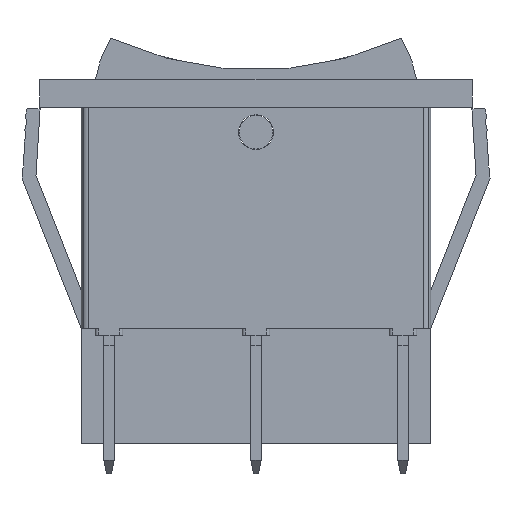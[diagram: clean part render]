
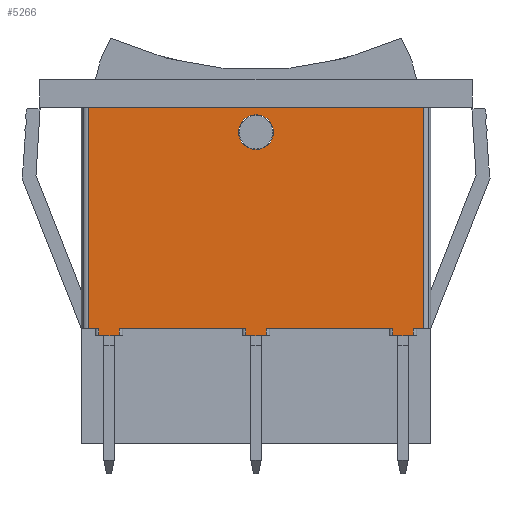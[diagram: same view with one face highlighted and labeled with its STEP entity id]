
A CAD part, front view. The second image highlights one B-rep face of the part: STEP entity #5266.
In plain terms, the highlighted planar face has unit normal (0, -1, 0).
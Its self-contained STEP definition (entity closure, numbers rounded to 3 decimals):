
#10 = LINE ( 'NONE', #11370, #9209 ) ;
#58 = LINE ( 'NONE', #4685, #14403 ) ;
#75 = ORIENTED_EDGE ( 'NONE', *, *, #5303, .F. ) ;
#327 = CARTESIAN_POINT ( 'NONE',  ( -12.625, -11.025, 0. ) ) ;
#409 = CARTESIAN_POINT ( 'NONE',  ( -12.625, -11.025, -16. ) ) ;
#477 = CARTESIAN_POINT ( 'NONE',  ( -0.75, -11.025, -16. ) ) ;
#542 = VERTEX_POINT ( 'NONE', #2097 ) ;
#564 = ORIENTED_EDGE ( 'NONE', *, *, #1515, .T. ) ;
#622 = VERTEX_POINT ( 'NONE', #5796 ) ;
#651 = LINE ( 'NONE', #8652, #13961 ) ;
#750 = CARTESIAN_POINT ( 'NONE',  ( 0.75, -11.025, -16.5 ) ) ;
#1147 = DIRECTION ( 'NONE',  ( -1., 0., 0. ) ) ;
#1415 = CARTESIAN_POINT ( 'NONE',  ( 9.875, -11.025, -16.5 ) ) ;
#1447 = AXIS2_PLACEMENT_3D ( 'NONE', #3125, #10121, #11281 ) ;
#1495 = DIRECTION ( 'NONE',  ( -1., 0., 0. ) ) ;
#1515 = EDGE_CURVE ( 'NONE', #13294, #12374, #11635, .T. ) ;
#1630 = VERTEX_POINT ( 'NONE', #8754 ) ;
#1737 = PLANE ( 'NONE',  #6871 ) ;
#1813 = DIRECTION ( 'NONE',  ( 0., 0., -1. ) ) ;
#2036 = DIRECTION ( 'NONE',  ( 0., 0., -1. ) ) ;
#2050 = ORIENTED_EDGE ( 'NONE', *, *, #9144, .F. ) ;
#2097 = CARTESIAN_POINT ( 'NONE',  ( 9.875, -11.025, -16.5 ) ) ;
#2200 = VERTEX_POINT ( 'NONE', #6386 ) ;
#2513 = EDGE_CURVE ( 'NONE', #8570, #10104, #9314, .T. ) ;
#2607 = EDGE_CURVE ( 'NONE', #13294, #5264, #4085, .T. ) ;
#2647 = CARTESIAN_POINT ( 'NONE',  ( 0.75, -11.025, -16. ) ) ;
#2740 = ORIENTED_EDGE ( 'NONE', *, *, #3151, .T. ) ;
#2833 = VECTOR ( 'NONE', #11295, 1000. ) ;
#3125 = CARTESIAN_POINT ( 'NONE',  ( 0., -11.025, -1.8 ) ) ;
#3151 = EDGE_CURVE ( 'NONE', #8385, #542, #13003, .T. ) ;
#3215 = EDGE_CURVE ( 'NONE', #10683, #11323, #9575, .T. ) ;
#3339 = DIRECTION ( 'NONE',  ( -1., 0., 0. ) ) ;
#3800 = DIRECTION ( 'NONE',  ( 0., 0., -1. ) ) ;
#3993 = EDGE_CURVE ( 'NONE', #5264, #11372, #7146, .T. ) ;
#4008 = CARTESIAN_POINT ( 'NONE',  ( -9.875, -11.025, -16.5 ) ) ;
#4085 = LINE ( 'NONE', #8572, #12899 ) ;
#4217 = FACE_OUTER_BOUND ( 'NONE', #13123, .T. ) ;
#4659 = EDGE_LOOP ( 'NONE', ( #7616, #10529 ) ) ;
#4676 = LINE ( 'NONE', #327, #14070 ) ;
#4685 = CARTESIAN_POINT ( 'NONE',  ( -11.375, -11.025, -16. ) ) ;
#4730 = ORIENTED_EDGE ( 'NONE', *, *, #12802, .T. ) ;
#4836 = VERTEX_POINT ( 'NONE', #9399 ) ;
#4892 = ORIENTED_EDGE ( 'NONE', *, *, #14276, .T. ) ;
#4970 = CARTESIAN_POINT ( 'NONE',  ( 9.875, -11.025, -16. ) ) ;
#5076 = CARTESIAN_POINT ( 'NONE',  ( -1.25, -11.025, -1.8 ) ) ;
#5118 = ORIENTED_EDGE ( 'NONE', *, *, #2607, .F. ) ;
#5264 = VERTEX_POINT ( 'NONE', #4008 ) ;
#5266 = ADVANCED_FACE ( 'NONE', ( #6424, #4217 ), #1737, .T. ) ;
#5268 = EDGE_CURVE ( 'NONE', #8421, #9639, #651, .T. ) ;
#5303 = EDGE_CURVE ( 'NONE', #10104, #9734, #10, .T. ) ;
#5512 = DIRECTION ( 'NONE',  ( 1., 0., 0. ) ) ;
#5796 = CARTESIAN_POINT ( 'NONE',  ( 12.125, -11.025, 0. ) ) ;
#5873 = VECTOR ( 'NONE', #11249, 1000. ) ;
#5973 = ORIENTED_EDGE ( 'NONE', *, *, #13606, .T. ) ;
#6226 = DIRECTION ( 'NONE',  ( 1., 0., 0. ) ) ;
#6238 = CARTESIAN_POINT ( 'NONE',  ( -12.625, -11.025, -16. ) ) ;
#6247 = AXIS2_PLACEMENT_3D ( 'NONE', #14085, #7128, #6226 ) ;
#6386 = CARTESIAN_POINT ( 'NONE',  ( -11.375, -11.025, -16. ) ) ;
#6424 = FACE_BOUND ( 'NONE', #4659, .T. ) ;
#6692 = LINE ( 'NONE', #9053, #13994 ) ;
#6871 = AXIS2_PLACEMENT_3D ( 'NONE', #10801, #13245, #1813 ) ;
#6967 = VECTOR ( 'NONE', #9330, 1000. ) ;
#7128 = DIRECTION ( 'NONE',  ( 0., 1., 0. ) ) ;
#7146 = LINE ( 'NONE', #11642, #10567 ) ;
#7458 = VECTOR ( 'NONE', #8285, 1000. ) ;
#7615 = LINE ( 'NONE', #12138, #10011 ) ;
#7616 = ORIENTED_EDGE ( 'NONE', *, *, #14250, .T. ) ;
#7764 = CIRCLE ( 'NONE', #1447, 1.25 ) ;
#7944 = EDGE_CURVE ( 'NONE', #1630, #8734, #11165, .T. ) ;
#8026 = ORIENTED_EDGE ( 'NONE', *, *, #9570, .T. ) ;
#8285 = DIRECTION ( 'NONE',  ( 1., 0., 0. ) ) ;
#8356 = LINE ( 'NONE', #10440, #12006 ) ;
#8385 = VERTEX_POINT ( 'NONE', #12955 ) ;
#8421 = VERTEX_POINT ( 'NONE', #13023 ) ;
#8570 = VERTEX_POINT ( 'NONE', #11560 ) ;
#8572 = CARTESIAN_POINT ( 'NONE',  ( -9.875, -11.025, -16. ) ) ;
#8652 = CARTESIAN_POINT ( 'NONE',  ( 11.375, -11.025, -16. ) ) ;
#8734 = VERTEX_POINT ( 'NONE', #8815 ) ;
#8754 = CARTESIAN_POINT ( 'NONE',  ( -12.125, -11.025, -16. ) ) ;
#8815 = CARTESIAN_POINT ( 'NONE',  ( -12.125, -11.025, 0. ) ) ;
#9053 = CARTESIAN_POINT ( 'NONE',  ( 12.125, -11.025, -5.582 ) ) ;
#9077 = ORIENTED_EDGE ( 'NONE', *, *, #2513, .F. ) ;
#9144 = EDGE_CURVE ( 'NONE', #622, #4836, #6692, .T. ) ;
#9209 = VECTOR ( 'NONE', #1147, 1000. ) ;
#9314 = LINE ( 'NONE', #2647, #14042 ) ;
#9321 = DIRECTION ( 'NONE',  ( 1., 0., 0. ) ) ;
#9330 = DIRECTION ( 'NONE',  ( 0., 0., -1. ) ) ;
#9399 = CARTESIAN_POINT ( 'NONE',  ( 12.125, -11.025, -16. ) ) ;
#9570 = EDGE_CURVE ( 'NONE', #8570, #8385, #7615, .T. ) ;
#9575 = CIRCLE ( 'NONE', #6247, 1.25 ) ;
#9639 = VERTEX_POINT ( 'NONE', #10444 ) ;
#9734 = VERTEX_POINT ( 'NONE', #10076 ) ;
#10006 = CARTESIAN_POINT ( 'NONE',  ( -12.125, -11.025, -5.582 ) ) ;
#10011 = VECTOR ( 'NONE', #5512, 1000. ) ;
#10076 = CARTESIAN_POINT ( 'NONE',  ( -0.75, -11.025, -16.5 ) ) ;
#10104 = VERTEX_POINT ( 'NONE', #750 ) ;
#10121 = DIRECTION ( 'NONE',  ( 0., 1., 0. ) ) ;
#10328 = LINE ( 'NONE', #1415, #14165 ) ;
#10440 = CARTESIAN_POINT ( 'NONE',  ( -0.75, -11.025, -16. ) ) ;
#10444 = CARTESIAN_POINT ( 'NONE',  ( 11.375, -11.025, -16.5 ) ) ;
#10481 = VECTOR ( 'NONE', #14175, 1000. ) ;
#10529 = ORIENTED_EDGE ( 'NONE', *, *, #3215, .T. ) ;
#10567 = VECTOR ( 'NONE', #1495, 1000. ) ;
#10683 = VERTEX_POINT ( 'NONE', #5076 ) ;
#10801 = CARTESIAN_POINT ( 'NONE',  ( -12.625, -11.025, 0. ) ) ;
#11165 = LINE ( 'NONE', #10006, #5873 ) ;
#11206 = DIRECTION ( 'NONE',  ( 0., 0., -1. ) ) ;
#11249 = DIRECTION ( 'NONE',  ( 0., 0., 1. ) ) ;
#11281 = DIRECTION ( 'NONE',  ( 1., 0., 0. ) ) ;
#11295 = DIRECTION ( 'NONE',  ( 1., 0., 0. ) ) ;
#11323 = VERTEX_POINT ( 'NONE', #12646 ) ;
#11370 = CARTESIAN_POINT ( 'NONE',  ( -0.75, -11.025, -16.5 ) ) ;
#11372 = VERTEX_POINT ( 'NONE', #12108 ) ;
#11427 = LINE ( 'NONE', #409, #2833 ) ;
#11560 = CARTESIAN_POINT ( 'NONE',  ( 0.75, -11.025, -16. ) ) ;
#11635 = LINE ( 'NONE', #6238, #10481 ) ;
#11642 = CARTESIAN_POINT ( 'NONE',  ( -11.375, -11.025, -16.5 ) ) ;
#11696 = EDGE_CURVE ( 'NONE', #8734, #622, #4676, .T. ) ;
#11960 = ORIENTED_EDGE ( 'NONE', *, *, #3993, .F. ) ;
#12006 = VECTOR ( 'NONE', #3800, 1000. ) ;
#12108 = CARTESIAN_POINT ( 'NONE',  ( -11.375, -11.025, -16.5 ) ) ;
#12138 = CARTESIAN_POINT ( 'NONE',  ( -12.625, -11.025, -16. ) ) ;
#12302 = ORIENTED_EDGE ( 'NONE', *, *, #5268, .F. ) ;
#12374 = VERTEX_POINT ( 'NONE', #477 ) ;
#12556 = DIRECTION ( 'NONE',  ( 0., 0., -1. ) ) ;
#12646 = CARTESIAN_POINT ( 'NONE',  ( 1.25, -11.025, -1.8 ) ) ;
#12679 = DIRECTION ( 'NONE',  ( 0., 0., -1. ) ) ;
#12802 = EDGE_CURVE ( 'NONE', #1630, #2200, #13929, .T. ) ;
#12899 = VECTOR ( 'NONE', #13110, 1000. ) ;
#12937 = ORIENTED_EDGE ( 'NONE', *, *, #11696, .F. ) ;
#12955 = CARTESIAN_POINT ( 'NONE',  ( 9.875, -11.025, -16. ) ) ;
#13003 = LINE ( 'NONE', #4970, #6967 ) ;
#13023 = CARTESIAN_POINT ( 'NONE',  ( 11.375, -11.025, -16. ) ) ;
#13110 = DIRECTION ( 'NONE',  ( 0., 0., -1. ) ) ;
#13123 = EDGE_LOOP ( 'NONE', ( #2050, #12937, #13718, #4730, #4892, #11960, #5118, #564, #5973, #75, #9077, #8026, #2740, #14424, #12302, #13702 ) ) ;
#13245 = DIRECTION ( 'NONE',  ( 0., -1., 0. ) ) ;
#13294 = VERTEX_POINT ( 'NONE', #13522 ) ;
#13398 = EDGE_CURVE ( 'NONE', #8421, #4836, #11427, .T. ) ;
#13522 = CARTESIAN_POINT ( 'NONE',  ( -9.875, -11.025, -16. ) ) ;
#13606 = EDGE_CURVE ( 'NONE', #12374, #9734, #8356, .T. ) ;
#13702 = ORIENTED_EDGE ( 'NONE', *, *, #13398, .T. ) ;
#13718 = ORIENTED_EDGE ( 'NONE', *, *, #7944, .F. ) ;
#13777 = CARTESIAN_POINT ( 'NONE',  ( -12.625, -11.025, -16. ) ) ;
#13929 = LINE ( 'NONE', #13777, #7458 ) ;
#13961 = VECTOR ( 'NONE', #2036, 1000. ) ;
#13994 = VECTOR ( 'NONE', #11206, 1000. ) ;
#14042 = VECTOR ( 'NONE', #12679, 1000. ) ;
#14070 = VECTOR ( 'NONE', #9321, 1000. ) ;
#14085 = CARTESIAN_POINT ( 'NONE',  ( 0., -11.025, -1.8 ) ) ;
#14165 = VECTOR ( 'NONE', #3339, 1000. ) ;
#14175 = DIRECTION ( 'NONE',  ( 1., 0., 0. ) ) ;
#14250 = EDGE_CURVE ( 'NONE', #11323, #10683, #7764, .T. ) ;
#14276 = EDGE_CURVE ( 'NONE', #2200, #11372, #58, .T. ) ;
#14314 = EDGE_CURVE ( 'NONE', #9639, #542, #10328, .T. ) ;
#14403 = VECTOR ( 'NONE', #12556, 1000. ) ;
#14424 = ORIENTED_EDGE ( 'NONE', *, *, #14314, .F. ) ;
